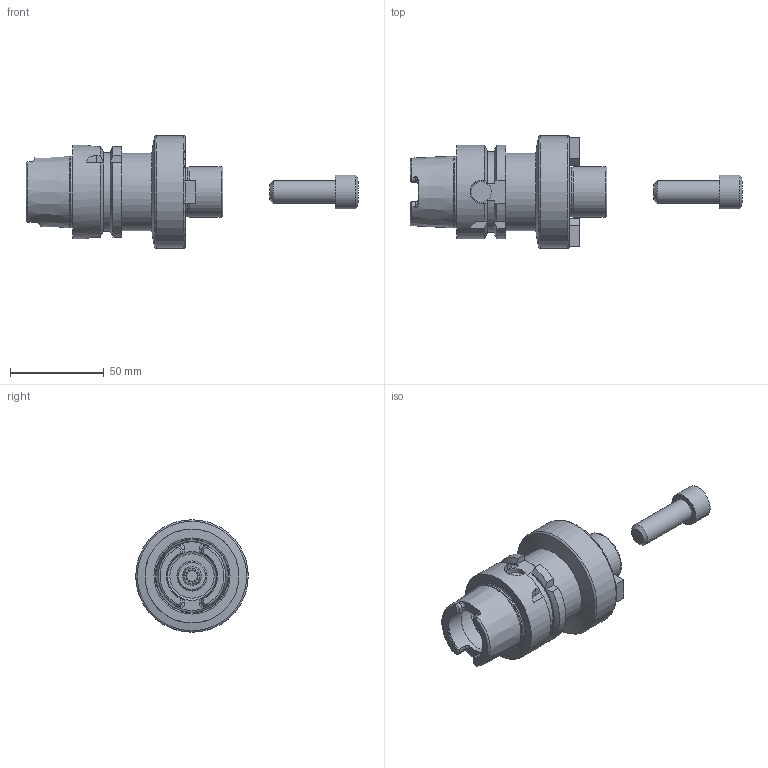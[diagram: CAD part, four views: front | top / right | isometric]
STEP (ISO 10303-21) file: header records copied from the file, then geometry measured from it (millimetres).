
FILE_DESCRIPTION((''),'2;1');
FILE_NAME('535014627060-3D.stp','2020-04-29T10:19:01',('nttooll'),(''),'Autodesk Inventor 2012','Autodesk Inventor 2012','');
FILE_SCHEMA(('AUTOMOTIVE_DESIGN { 1 0 10303 214 1 1 1 1 }'));
Length unit declared in the file: millimetre
Products named in the file (1): 535014627060-3D
Bounding box: 177 x 60 x 60 mm (x, y, z)
Volume: 134765.8 mm3; surface area: 32599.1 mm2
Topology: 2 solids, 2 shells, 177 faces, 425 edges, 264 vertices
Faces by surface type: plane 73, cylinder 48, cone 38, torus 18
Full cylindrical faces by diameter (mm): 3.5 x3, 5.3 x3, 6 x1, 6.4 x1, 9.5 x1, 10 x1, 10.5 x1, 11 x1, 11.547 x1, 12 x2, 12.5 x1, 16 x1, 18 x1, 26 x1, 26.6 x2, 27 x1, 32 x1, 37.9 x1, 41.5 x1, 50 x1, 60 x1
Entity records: 5233 total; most frequent: CARTESIAN_POINT 1352, DIRECTION 814, ORIENTED_EDGE 732, EDGE_CURVE 366, AXIS2_PLACEMENT_3D 333, VERTEX_POINT 256, EDGE_LOOP 248, FACE_OUTER_BOUND 177
